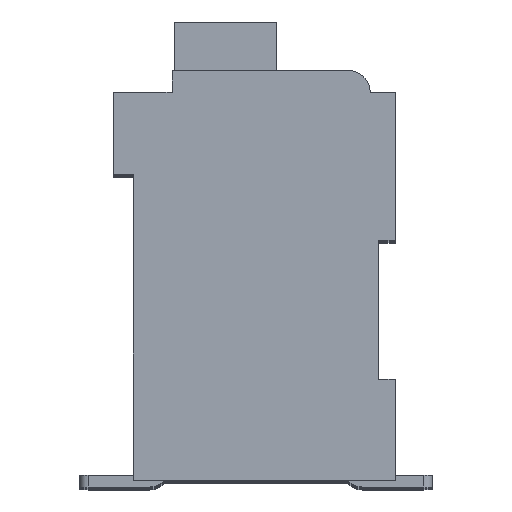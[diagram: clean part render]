
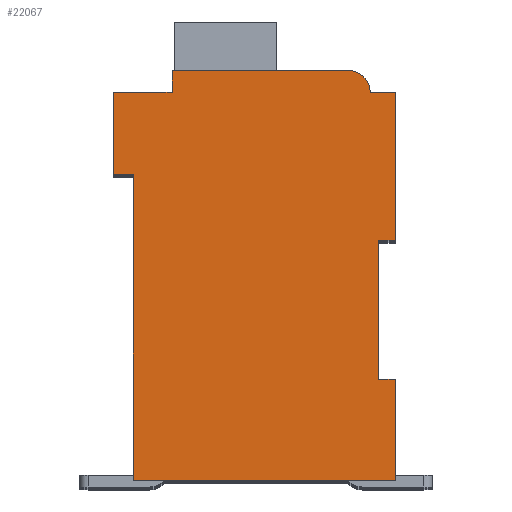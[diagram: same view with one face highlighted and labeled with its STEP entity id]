
A CAD part, top view. The second image highlights one B-rep face of the part: STEP entity #22067.
In plain terms, the highlighted planar face has unit normal (0, 0, 1).
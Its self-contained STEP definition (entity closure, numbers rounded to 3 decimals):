
#5354=DIRECTION('',(1.,0.,0.));
#5355=VECTOR('',#5354,0.5);
#5356=CARTESIAN_POINT('',(7.3,7.15,2.1));
#5357=LINE('',#5356,#5355);
#5358=DIRECTION('',(0.,1.,0.));
#5359=VECTOR('',#5358,4.15);
#5360=CARTESIAN_POINT('',(7.3,3.,2.1));
#5361=LINE('',#5360,#5359);
#5362=DIRECTION('',(-1.,0.,0.));
#5363=VECTOR('',#5362,0.5);
#5364=CARTESIAN_POINT('',(7.8,3.,2.1));
#5365=LINE('',#5364,#5363);
#5366=DIRECTION('',(0.,1.,0.));
#5367=VECTOR('',#5366,3.);
#5368=CARTESIAN_POINT('',(7.8,0.,2.1));
#5369=LINE('',#5368,#5367);
#5370=DIRECTION('',(1.,0.,0.));
#5371=VECTOR('',#5370,7.8);
#5372=CARTESIAN_POINT('',(0.,0.,2.1));
#5373=LINE('',#5372,#5371);
#5374=DIRECTION('',(0.,-1.,0.));
#5375=VECTOR('',#5374,9.1);
#5376=CARTESIAN_POINT('',(0.,9.1,2.1));
#5377=LINE('',#5376,#5375);
#5378=DIRECTION('',(1.,0.,0.));
#5379=VECTOR('',#5378,0.6);
#5380=CARTESIAN_POINT('',(-0.6,9.1,2.1));
#5381=LINE('',#5380,#5379);
#5382=DIRECTION('',(0.,-1.,0.));
#5383=VECTOR('',#5382,2.45);
#5384=CARTESIAN_POINT('',(-0.6,11.55,2.1));
#5385=LINE('',#5384,#5383);
#5386=DIRECTION('',(-1.,0.,0.));
#5387=VECTOR('',#5386,1.75);
#5388=CARTESIAN_POINT('',(1.15,11.55,2.1));
#5389=LINE('',#5388,#5387);
#5390=DIRECTION('',(0.,-1.,0.));
#5391=VECTOR('',#5390,0.65);
#5392=CARTESIAN_POINT('',(1.15,12.2,2.1));
#5393=LINE('',#5392,#5391);
#5394=DIRECTION('',(-1.,0.,0.));
#5395=VECTOR('',#5394,5.25);
#5396=CARTESIAN_POINT('',(6.4,12.2,2.1));
#5397=LINE('',#5396,#5395);
#5398=CARTESIAN_POINT('',(6.4,11.55,2.1));
#5399=DIRECTION('',(0.,0.,1.));
#5400=DIRECTION('',(1.,0.,0.));
#5401=AXIS2_PLACEMENT_3D('',#5398,#5399,#5400);
#5403=DIRECTION('',(-1.,0.,0.));
#5404=VECTOR('',#5403,0.75);
#5405=CARTESIAN_POINT('',(7.8,11.55,2.1));
#5406=LINE('',#5405,#5404);
#5407=DIRECTION('',(0.,1.,0.));
#5408=VECTOR('',#5407,4.4);
#5409=CARTESIAN_POINT('',(7.8,7.15,2.1));
#5410=LINE('',#5409,#5408);
#12759=CARTESIAN_POINT('',(7.3,7.15,2.1));
#12760=CARTESIAN_POINT('',(7.8,7.15,2.1));
#12761=VERTEX_POINT('',#12759);
#12762=VERTEX_POINT('',#12760);
#12763=CARTESIAN_POINT('',(7.8,11.55,2.1));
#12764=VERTEX_POINT('',#12763);
#12765=CARTESIAN_POINT('',(7.05,11.55,2.1));
#12766=VERTEX_POINT('',#12765);
#12767=CARTESIAN_POINT('',(6.4,12.2,2.1));
#12768=VERTEX_POINT('',#12767);
#12769=CARTESIAN_POINT('',(1.15,12.2,2.1));
#12770=VERTEX_POINT('',#12769);
#12771=CARTESIAN_POINT('',(1.15,11.55,2.1));
#12772=VERTEX_POINT('',#12771);
#12773=CARTESIAN_POINT('',(-0.6,11.55,2.1));
#12774=VERTEX_POINT('',#12773);
#12775=CARTESIAN_POINT('',(-0.6,9.1,2.1));
#12776=VERTEX_POINT('',#12775);
#12777=CARTESIAN_POINT('',(0.,9.1,2.1));
#12778=VERTEX_POINT('',#12777);
#12779=CARTESIAN_POINT('',(0.,0.,2.1));
#12780=VERTEX_POINT('',#12779);
#12781=CARTESIAN_POINT('',(7.8,0.,2.1));
#12782=VERTEX_POINT('',#12781);
#12783=CARTESIAN_POINT('',(7.8,3.,2.1));
#12784=VERTEX_POINT('',#12783);
#12785=CARTESIAN_POINT('',(7.3,3.,2.1));
#12786=VERTEX_POINT('',#12785);
#22046=CARTESIAN_POINT('',(0.,0.,2.1));
#22047=DIRECTION('',(0.,0.,1.));
#22048=DIRECTION('',(1.,0.,0.));
#22049=AXIS2_PLACEMENT_3D('',#22046,#22047,#22048);
#22050=PLANE('',#22049);
#22051=ORIENTED_EDGE('',*,*,#16760,.F.);
#22052=ORIENTED_EDGE('',*,*,#17378,.F.);
#22053=ORIENTED_EDGE('',*,*,#17870,.F.);
#22054=ORIENTED_EDGE('',*,*,#18195,.F.);
#22055=ORIENTED_EDGE('',*,*,#18576,.F.);
#22056=ORIENTED_EDGE('',*,*,#19085,.F.);
#22057=ORIENTED_EDGE('',*,*,#19668,.F.);
#22058=ORIENTED_EDGE('',*,*,#19872,.F.);
#22059=ORIENTED_EDGE('',*,*,#20179,.F.);
#22060=ORIENTED_EDGE('',*,*,#20776,.F.);
#22061=ORIENTED_EDGE('',*,*,#21242,.F.);
#22062=ORIENTED_EDGE('',*,*,#20230,.F.);
#22063=ORIENTED_EDGE('',*,*,#20607,.F.);
#22064=ORIENTED_EDGE('',*,*,#17273,.F.);
#22065=EDGE_LOOP('',(#22051,#22052,#22053,#22054,#22055,#22056,#22057,#22058,
#22059,#22060,#22061,#22062,#22063,#22064));
#22066=FACE_OUTER_BOUND('',#22065,.F.);
#5402=CIRCLE('',#5401,0.65);
#16760=EDGE_CURVE('',#12761,#12762,#5357,.T.);
#17273=EDGE_CURVE('',#12762,#12764,#5410,.T.);
#17378=EDGE_CURVE('',#12786,#12761,#5361,.T.);
#17870=EDGE_CURVE('',#12784,#12786,#5365,.T.);
#18195=EDGE_CURVE('',#12782,#12784,#5369,.T.);
#18576=EDGE_CURVE('',#12780,#12782,#5373,.T.);
#19085=EDGE_CURVE('',#12778,#12780,#5377,.T.);
#19668=EDGE_CURVE('',#12776,#12778,#5381,.T.);
#19872=EDGE_CURVE('',#12774,#12776,#5385,.T.);
#20179=EDGE_CURVE('',#12772,#12774,#5389,.T.);
#20230=EDGE_CURVE('',#12766,#12768,#5402,.T.);
#20607=EDGE_CURVE('',#12764,#12766,#5406,.T.);
#20776=EDGE_CURVE('',#12770,#12772,#5393,.T.);
#21242=EDGE_CURVE('',#12768,#12770,#5397,.T.);
#22067=ADVANCED_FACE('',(#22066),#22050,.T.);
